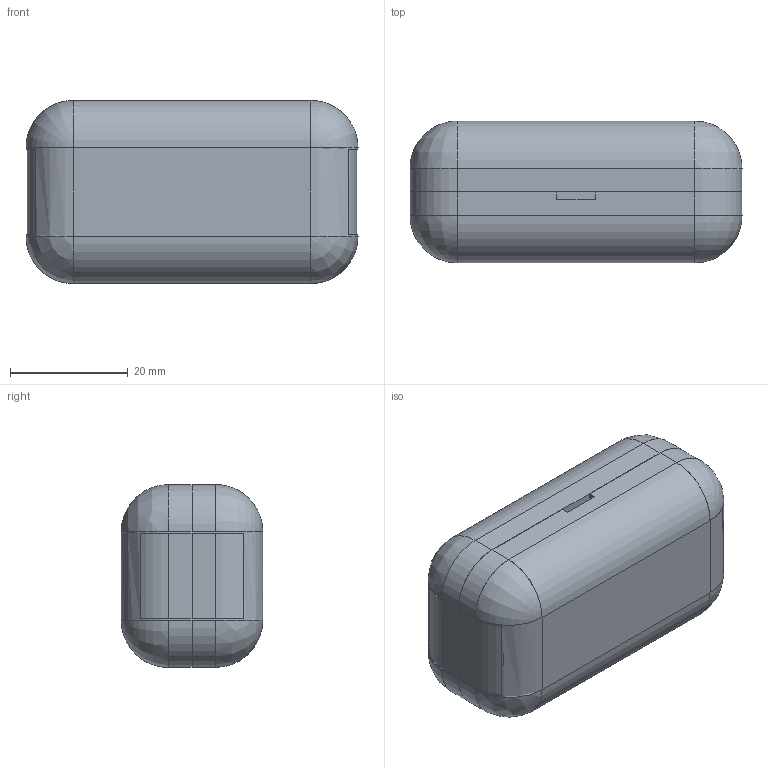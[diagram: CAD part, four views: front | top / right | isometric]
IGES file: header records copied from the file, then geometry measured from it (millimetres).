
Start section: SolidWorks IGES file using analytic representation for surfaces
Global section: file name: KM 24.IGS; native system: SolidWorks 2008; preprocessor: SolidWorks 2008; author: user; date: 090102.210149; units: millimetre
Bounding box: 56.3 x 24 x 31 mm (x, y, z)
Surface area: 13125.8 mm2 (no closed solid volume)
Topology: 0 solids, 0 shells, 254 faces, 2212 edges, 2144 vertices
Faces by surface type: revolution 174, bspline 80
